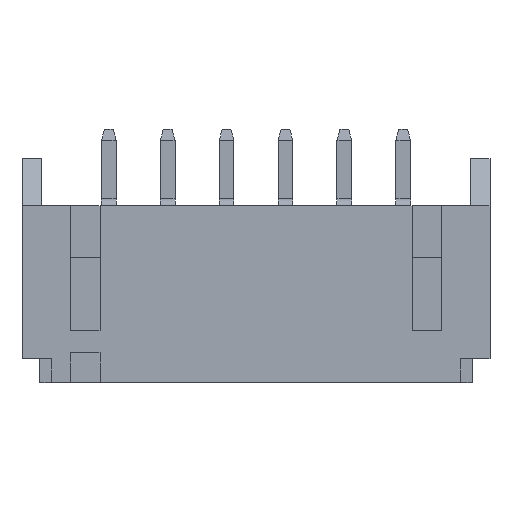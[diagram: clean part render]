
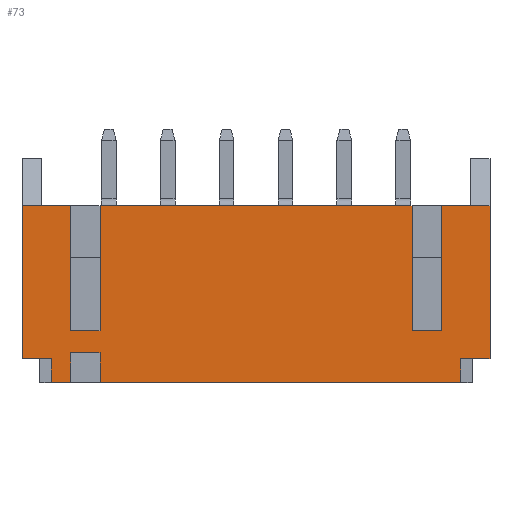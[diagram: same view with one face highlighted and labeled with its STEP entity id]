
A CAD part, top view. The second image highlights one B-rep face of the part: STEP entity #73.
In plain terms, the highlighted planar face has unit normal (0, 0, 1).
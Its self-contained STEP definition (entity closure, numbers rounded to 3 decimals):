
#73=ADVANCED_FACE('',(#2539),#2541,.T.);
#2539=FACE_BOUND('',#2540,.T.);
#2540=EDGE_LOOP('',(#4481,#4482,#4483,#4484,#4485,#4486,#4487,#4488,#4489,#4490,
#4491,#4492,#4493,#4494,#4495,#4496,#4497,#4498,#4499,#4500));
#2541=PLANE('',#2542);
#2542=AXIS2_PLACEMENT_3D('',#2543,#2544,#2545);
#2543=CARTESIAN_POINT('',(-1.,-6.,5.5));
#2544=DIRECTION('',(0.,0.,1.));
#2545=DIRECTION('',(1.,0.,0.));
#4481=ORIENTED_EDGE('',*,*,#5917,.T.);
#4482=ORIENTED_EDGE('',*,*,#5918,.T.);
#4483=ORIENTED_EDGE('',*,*,#5919,.T.);
#4484=ORIENTED_EDGE('',*,*,#5920,.T.);
#4485=ORIENTED_EDGE('',*,*,#5921,.T.);
#4486=ORIENTED_EDGE('',*,*,#5922,.F.);
#4487=ORIENTED_EDGE('',*,*,#5923,.T.);
#4488=ORIENTED_EDGE('',*,*,#5924,.T.);
#4489=ORIENTED_EDGE('',*,*,#5925,.T.);
#4490=ORIENTED_EDGE('',*,*,#5926,.F.);
#4491=ORIENTED_EDGE('',*,*,#5927,.T.);
#4492=ORIENTED_EDGE('',*,*,#5928,.T.);
#4493=ORIENTED_EDGE('',*,*,#5929,.T.);
#4494=ORIENTED_EDGE('',*,*,#5930,.F.);
#4495=ORIENTED_EDGE('',*,*,#5931,.F.);
#4496=ORIENTED_EDGE('',*,*,#5932,.T.);
#4497=ORIENTED_EDGE('',*,*,#5933,.T.);
#4498=ORIENTED_EDGE('',*,*,#5934,.T.);
#4499=ORIENTED_EDGE('',*,*,#5935,.T.);
#4500=ORIENTED_EDGE('',*,*,#5936,.T.);
#5917=EDGE_CURVE('',#6635,#6636,#6637,.F.);
#5918=EDGE_CURVE('',#6636,#6638,#6639,.T.);
#5919=EDGE_CURVE('',#6638,#6640,#6641,.F.);
#5920=EDGE_CURVE('',#6640,#6642,#6643,.T.);
#5921=EDGE_CURVE('',#6642,#6644,#6645,.T.);
#5922=EDGE_CURVE('',#6646,#6644,#6647,.T.);
#5923=EDGE_CURVE('',#6646,#6648,#6649,.T.);
#5924=EDGE_CURVE('',#6648,#6650,#6651,.T.);
#5925=EDGE_CURVE('',#6650,#6652,#6653,.T.);
#5926=EDGE_CURVE('',#6654,#6652,#6655,.T.);
#5927=EDGE_CURVE('',#6654,#6656,#6657,.F.);
#5928=EDGE_CURVE('',#6656,#6658,#6659,.F.);
#5929=EDGE_CURVE('',#6658,#6660,#6661,.F.);
#5930=EDGE_CURVE('',#6662,#6660,#6663,.T.);
#5931=EDGE_CURVE('',#6664,#6662,#6665,.T.);
#5932=EDGE_CURVE('',#6664,#6666,#6667,.F.);
#5933=EDGE_CURVE('',#6666,#6668,#6669,.T.);
#5934=EDGE_CURVE('',#6668,#6670,#6671,.T.);
#5935=EDGE_CURVE('',#6670,#6672,#6673,.F.);
#5936=EDGE_CURVE('',#6672,#6635,#6674,.F.);
#6635=VERTEX_POINT('',#7811);
#6636=VERTEX_POINT('',#7812);
#6637=LINE('',#7813,#7814);
#6638=VERTEX_POINT('',#7816);
#6639=LINE('',#7817,#7818);
#6640=VERTEX_POINT('',#7820);
#6641=LINE('',#7821,#7822);
#6642=VERTEX_POINT('',#7824);
#6643=LINE('',#7825,#7826);
#6644=VERTEX_POINT('',#7828);
#6645=LINE('',#7829,#7830);
#6646=VERTEX_POINT('',#7832);
#6647=LINE('',#7833,#7834);
#6648=VERTEX_POINT('',#7836);
#6649=LINE('',#7837,#7838);
#6650=VERTEX_POINT('',#7840);
#6651=LINE('',#7841,#7842);
#6652=VERTEX_POINT('',#7844);
#6653=LINE('',#7845,#7846);
#6654=VERTEX_POINT('',#7848);
#6655=LINE('',#7849,#7850);
#6656=VERTEX_POINT('',#7852);
#6657=LINE('',#7853,#7854);
#6658=VERTEX_POINT('',#7856);
#6659=LINE('',#7857,#7858);
#6660=VERTEX_POINT('',#7860);
#6661=LINE('',#7861,#7862);
#6662=VERTEX_POINT('',#7864);
#6663=LINE('',#7865,#7866);
#6664=VERTEX_POINT('',#7868);
#6665=LINE('',#7869,#7870);
#6666=VERTEX_POINT('',#7872);
#6667=LINE('',#7873,#7874);
#6668=VERTEX_POINT('',#7876);
#6669=LINE('',#7877,#7878);
#6670=VERTEX_POINT('',#7880);
#6671=LINE('',#7881,#7882);
#6672=VERTEX_POINT('',#7884);
#6673=LINE('',#7885,#7886);
#6674=LINE('',#7888,#7889);
#7811=CARTESIAN_POINT('',(-0.3,-5.,5.5));
#7812=CARTESIAN_POINT('',(-0.3,-6.,5.5));
#7813=CARTESIAN_POINT('',(-0.3,-6.,5.5));
#7814=VECTOR('',#7815,1.);
#7815=DIRECTION('',(0.,1.,0.));
#7816=CARTESIAN_POINT('',(11.95,-6.,5.5));
#7817=CARTESIAN_POINT('',(-0.3,-6.,5.5));
#7818=VECTOR('',#7819,1.);
#7819=DIRECTION('',(1.,0.,0.));
#7820=CARTESIAN_POINT('',(11.95,-5.2,5.5));
#7821=CARTESIAN_POINT('',(11.95,-5.2,5.5));
#7822=VECTOR('',#7823,1.);
#7823=DIRECTION('',(0.,-1.,0.));
#7824=CARTESIAN_POINT('',(12.95,-5.2,5.5));
#7825=CARTESIAN_POINT('',(11.95,-5.2,5.5));
#7826=VECTOR('',#7827,1.);
#7827=DIRECTION('',(1.,0.,0.));
#7828=CARTESIAN_POINT('',(12.95,0.,5.5));
#7829=CARTESIAN_POINT('',(12.95,-5.2,5.5));
#7830=VECTOR('',#7831,1.);
#7831=DIRECTION('',(0.,1.,0.));
#7832=CARTESIAN_POINT('',(11.3,0.,5.5));
#7833=CARTESIAN_POINT('',(11.3,0.,5.5));
#7834=VECTOR('',#7835,1.);
#7835=DIRECTION('',(1.,0.,0.));
#7836=CARTESIAN_POINT('',(11.3,-4.25,5.5));
#7837=CARTESIAN_POINT('',(11.3,0.,5.5));
#7838=VECTOR('',#7839,1.);
#7839=DIRECTION('',(0.,-1.,0.));
#7840=CARTESIAN_POINT('',(10.3,-4.25,5.5));
#7841=CARTESIAN_POINT('',(11.3,-4.25,5.5));
#7842=VECTOR('',#7843,1.);
#7843=DIRECTION('',(-1.,0.,0.));
#7844=CARTESIAN_POINT('',(10.3,0.,5.5));
#7845=CARTESIAN_POINT('',(10.3,-4.25,5.5));
#7846=VECTOR('',#7847,1.);
#7847=DIRECTION('',(0.,1.,0.));
#7848=CARTESIAN_POINT('',(-0.3,0.,5.5));
#7849=CARTESIAN_POINT('',(-0.3,0.,5.5));
#7850=VECTOR('',#7851,1.);
#7851=DIRECTION('',(1.,0.,0.));
#7852=CARTESIAN_POINT('',(-0.3,-4.25,5.5));
#7853=CARTESIAN_POINT('',(-0.3,-4.25,5.5));
#7854=VECTOR('',#7855,1.);
#7855=DIRECTION('',(0.,1.,0.));
#7856=CARTESIAN_POINT('',(-1.3,-4.25,5.5));
#7857=CARTESIAN_POINT('',(-1.3,-4.25,5.5));
#7858=VECTOR('',#7859,1.);
#7859=DIRECTION('',(1.,0.,0.));
#7860=CARTESIAN_POINT('',(-1.3,0.,5.5));
#7861=CARTESIAN_POINT('',(-1.3,0.,5.5));
#7862=VECTOR('',#7863,1.);
#7863=DIRECTION('',(0.,-1.,0.));
#7864=CARTESIAN_POINT('',(-2.95,0.,5.5));
#7865=CARTESIAN_POINT('',(-2.95,0.,5.5));
#7866=VECTOR('',#7867,1.);
#7867=DIRECTION('',(1.,0.,0.));
#7868=CARTESIAN_POINT('',(-2.95,-5.2,5.5));
#7869=CARTESIAN_POINT('',(-2.95,-5.2,5.5));
#7870=VECTOR('',#7871,1.);
#7871=DIRECTION('',(0.,1.,0.));
#7872=CARTESIAN_POINT('',(-1.95,-5.2,5.5));
#7873=CARTESIAN_POINT('',(-1.95,-5.2,5.5));
#7874=VECTOR('',#7875,1.);
#7875=DIRECTION('',(-1.,0.,0.));
#7876=CARTESIAN_POINT('',(-1.95,-6.,5.5));
#7877=CARTESIAN_POINT('',(-1.95,-5.2,5.5));
#7878=VECTOR('',#7879,1.);
#7879=DIRECTION('',(0.,-1.,0.));
#7880=CARTESIAN_POINT('',(-1.3,-6.,5.5));
#7881=CARTESIAN_POINT('',(-1.95,-6.,5.5));
#7882=VECTOR('',#7883,1.);
#7883=DIRECTION('',(1.,0.,0.));
#7884=CARTESIAN_POINT('',(-1.3,-5.,5.5));
#7885=CARTESIAN_POINT('',(-1.3,-5.,5.5));
#7886=VECTOR('',#7887,1.);
#7887=DIRECTION('',(0.,-1.,0.));
#7888=CARTESIAN_POINT('',(-0.3,-5.,5.5));
#7889=VECTOR('',#7890,1.);
#7890=DIRECTION('',(-1.,0.,0.));
